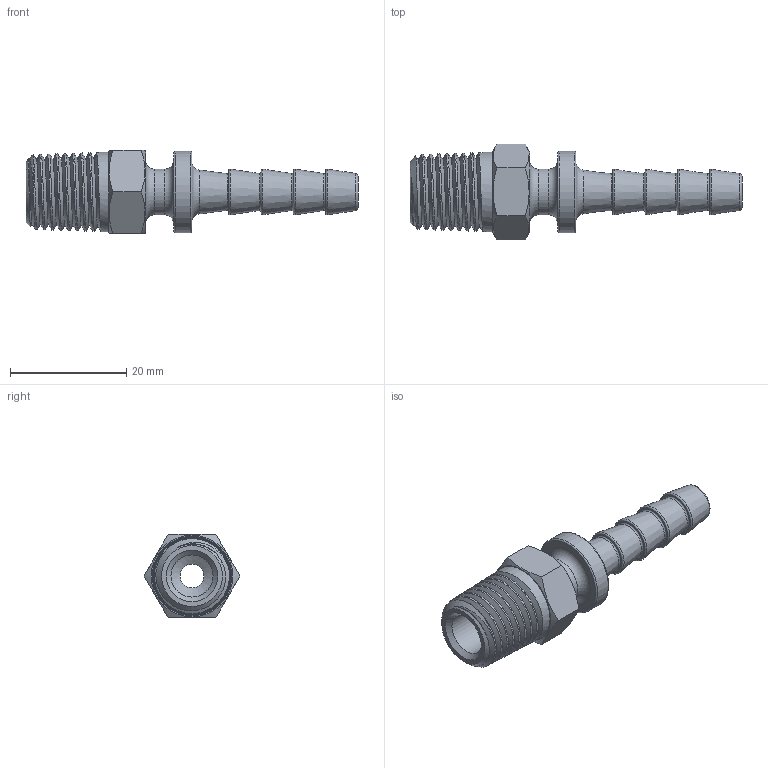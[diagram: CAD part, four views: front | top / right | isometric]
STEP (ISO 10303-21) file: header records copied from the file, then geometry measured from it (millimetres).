
FILE_DESCRIPTION(/* description */ ('STEP AP214'),/* implementation_level */ '2;1');
FILE_NAME(/* name */ 'Brass Barbed Hose Fitting for Air and Water.stp',/* time_stamp */ '2020-03-31T11:56:47-04:00',/* author */ ('emile'),/* organization */ (''),/* preprocessor_version */ 'ST-DEVELOPER v16.13',/* originating_system */ 'Autodesk Inventor 2018',/* authorisation */ '');
FILE_SCHEMA (('AUTOMOTIVE_DESIGN { 1 0 10303 214 3 1 1 }'));
Length unit declared in the file: inch
Products named in the file (1): NPT 1/2 Brass Barbed Hose 1/4 Fitting for Air and Water 
Bounding box: 57.15 x 16.5 x 14.29 mm (x, y, z)
Volume: 3697.4 mm3; surface area: 3383.4 mm2
Topology: 1 solids, 1 shells, 61 faces, 138 edges, 87 vertices
Faces by surface type: cone 20, plane 19, torus 14, cylinder 4, bspline 4
Full cylindrical faces by diameter (mm): 4.064 x1, 7.239 x1, 7.874 x1, 13.97 x1
Entity records: 5544 total; most frequent: CARTESIAN_POINT 4495, DIRECTION 197, ORIENTED_EDGE 150, EDGE_LOOP 93, AXIS2_PLACEMENT_3D 92, EDGE_CURVE 75, VERTEX_POINT 62, STYLED_ITEM 54
